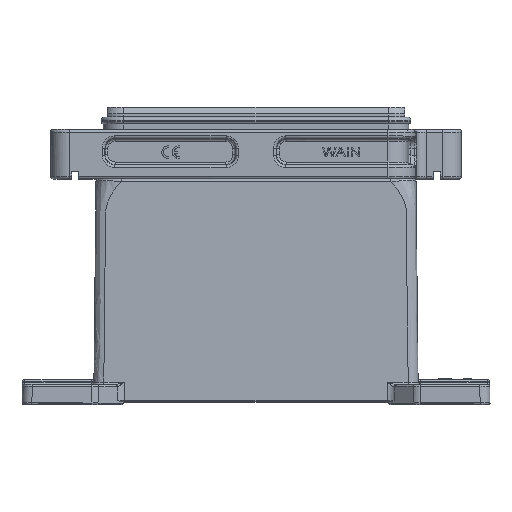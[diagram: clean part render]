
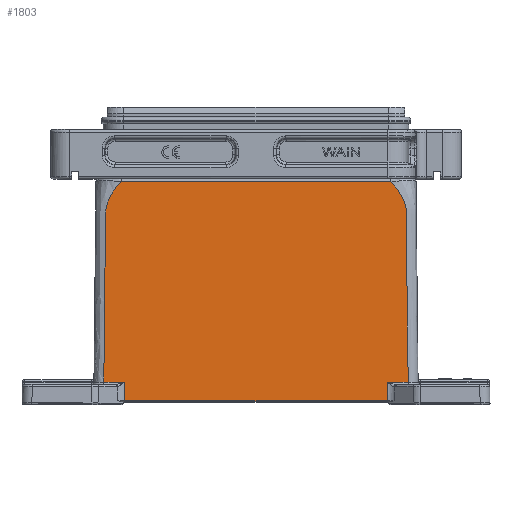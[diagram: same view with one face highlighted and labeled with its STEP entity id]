
A CAD part, top view. The second image highlights one B-rep face of the part: STEP entity #1803.
In plain terms, the highlighted planar face has unit normal (0, 0.011, 1).
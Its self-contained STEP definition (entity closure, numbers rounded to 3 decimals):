
#1028=PLANE('',#21354);
#1803=ADVANCED_FACE('NONE',(#3180),#1028,.T.);
#3180=FACE_OUTER_BOUND('',#4397,.T.);
#4397=EDGE_LOOP('',(#7882,#7883,#7884,#7885,#7886,#7887,#7888,#7889));
#5664=B_SPLINE_CURVE_WITH_KNOTS('',3,(#31986,#31987,#31988,#31989,#31990,
#31991,#31992,#31993,#31994,#31995,#31996,#31997,#31998,#31999,#32000,#32001,
#32002,#32003,#32004,#32005,#32006,#32007,#32008,#32009,#32010,#32011,#32012,
#32013,#32014,#32015,#32016,#32017,#32018,#32019,#32020,#32021,#32022,#32023,
#32024,#32025,#32026),.UNSPECIFIED.,.F.,.F.,(4,1,1,1,2,2,1,2,2,1,1,1,2,
2,1,1,1,1,1,2,2,1,1,1,1,1,2,2,4),(0.,0.062,0.094,
0.109,0.117,0.125,0.141,
0.148,0.156,0.172,0.18,
0.184,0.186,0.187,0.219,
0.234,0.242,0.246,0.248,
0.249,0.25,0.375,0.437,
0.469,0.484,0.492,0.496,
0.5,1.),.UNSPECIFIED.);
#5677=B_SPLINE_CURVE_WITH_KNOTS('',3,(#32286,#32287,#32288,#32289,#32290,
#32291,#32292,#32293,#32294,#32295,#32296,#32297,#32298,#32299,#32300,#32301,
#32302,#32303,#32304,#32305,#32306,#32307,#32308,#32309,#32310,#32311,#32312,
#32313,#32314,#32315,#32316,#32317,#32318,#32319,#32320,#32321,#32322,#32323,
#32324,#32325,#32326,#32327,#32328,#32329),.UNSPECIFIED.,.F.,.F.,(4,2,1,
1,1,1,1,1,2,2,1,1,1,1,1,2,2,2,2,2,2,2,2,1,2,2,2,4),(0.,0.5,
0.625,0.687,0.719,0.734,
0.742,0.746,0.748,0.75,0.781,
0.797,0.805,0.809,0.811,
0.812,0.812,0.816,0.82,
0.828,0.844,0.859,0.875,
0.906,0.922,0.937,0.969,
1.),.UNSPECIFIED.);
#7882=ORIENTED_EDGE('',*,*,#15593,.T.);
#7883=ORIENTED_EDGE('',*,*,#15571,.T.);
#7884=ORIENTED_EDGE('',*,*,#15572,.T.);
#7885=ORIENTED_EDGE('',*,*,#15659,.T.);
#7886=ORIENTED_EDGE('',*,*,#15660,.T.);
#7887=ORIENTED_EDGE('',*,*,#15661,.T.);
#7888=ORIENTED_EDGE('',*,*,#15662,.T.);
#7889=ORIENTED_EDGE('',*,*,#15663,.T.);
#13500=VERTEX_POINT('',#31229);
#13517=VERTEX_POINT('',#31611);
#13529=VERTEX_POINT('',#32027);
#13541=VERTEX_POINT('',#32330);
#13575=VERTEX_POINT('',#32687);
#13576=VERTEX_POINT('',#32689);
#13577=VERTEX_POINT('',#32691);
#13578=VERTEX_POINT('',#32693);
#15571=EDGE_CURVE('NONE',#13517,#13500,#18355,.T.);
#15572=EDGE_CURVE('NONE',#13500,#13529,#5664,.T.);
#15593=EDGE_CURVE('NONE',#13541,#13517,#5677,.T.);
#15659=EDGE_CURVE('NONE',#13529,#13575,#18382,.T.);
#15660=EDGE_CURVE('NONE',#13575,#13576,#18383,.T.);
#15661=EDGE_CURVE('NONE',#13576,#13577,#18384,.T.);
#15662=EDGE_CURVE('NONE',#13577,#13578,#18385,.T.);
#15663=EDGE_CURVE('NONE',#13578,#13541,#18386,.T.);
#18355=LINE('',#31984,#19821);
#18382=LINE('',#32686,#19848);
#18383=LINE('',#32688,#19849);
#18384=LINE('',#32690,#19850);
#18385=LINE('',#32692,#19851);
#18386=LINE('',#32694,#19852);
#19821=VECTOR('',#23363,1.);
#19848=VECTOR('',#23496,1.);
#19849=VECTOR('',#23497,1.);
#19850=VECTOR('',#23498,1.);
#19851=VECTOR('',#23499,1.);
#19852=VECTOR('',#23500,1.);
#21354=AXIS2_PLACEMENT_3D('',#32695,#23501,#23502);
#23363=DIRECTION('',(-1.,0.,0.));
#23496=DIRECTION('',(1.,0.,0.));
#23497=DIRECTION('',(0.014,-1.,0.01));
#23498=DIRECTION('',(1.,0.,0.));
#23499=DIRECTION('',(0.014,1.,-0.01));
#23500=DIRECTION('',(1.,0.,0.));
#23501=DIRECTION('',(0.,0.01,1.));
#23502=DIRECTION('',(0.,-1.,0.01));
#31229=CARTESIAN_POINT('',(-54.461,89.011,29.01));
#31611=CARTESIAN_POINT('',(54.46,89.01,29.01));
#31984=CARTESIAN_POINT('',(-68.294,89.01,29.01));
#31986=CARTESIAN_POINT('',(-54.461,89.011,29.01));
#31987=CARTESIAN_POINT('',(-55.827,87.57,29.025));
#31988=CARTESIAN_POINT('',(-57.542,85.408,29.048));
#31989=CARTESIAN_POINT('',(-58.958,82.883,29.075));
#31990=CARTESIAN_POINT('',(-59.52,81.619,29.088));
#31991=CARTESIAN_POINT('',(-59.73,81.078,29.093));
#31992=CARTESIAN_POINT('',(-59.862,80.717,29.097));
#31993=CARTESIAN_POINT('',(-59.916,80.564,29.099));
#31994=CARTESIAN_POINT('',(-60.122,79.938,29.105));
#31995=CARTESIAN_POINT('',(-60.3,79.31,29.112));
#31996=CARTESIAN_POINT('',(-60.437,78.681,29.119));
#31997=CARTESIAN_POINT('',(-60.519,78.262,29.123));
#31998=CARTESIAN_POINT('',(-60.562,78.012,29.126));
#31999=CARTESIAN_POINT('',(-60.639,77.502,29.131));
#32000=CARTESIAN_POINT('',(-60.698,76.925,29.137));
#32001=CARTESIAN_POINT('',(-60.737,76.133,29.145));
#32002=CARTESIAN_POINT('',(-60.749,75.707,29.15));
#32003=CARTESIAN_POINT('',(-60.752,75.519,29.152));
#32004=CARTESIAN_POINT('',(-60.754,75.391,29.153));
#32005=CARTESIAN_POINT('',(-60.755,75.272,29.154));
#32006=CARTESIAN_POINT('',(-60.757,75.104,29.156));
#32007=CARTESIAN_POINT('',(-60.765,74.338,29.164));
#32008=CARTESIAN_POINT('',(-60.783,72.521,29.183));
#32009=CARTESIAN_POINT('',(-60.795,71.381,29.195));
#32010=CARTESIAN_POINT('',(-60.802,70.754,29.202));
#32011=CARTESIAN_POINT('',(-60.805,70.425,29.205));
#32012=CARTESIAN_POINT('',(-60.807,70.281,29.206));
#32013=CARTESIAN_POINT('',(-60.808,70.185,29.208));
#32014=CARTESIAN_POINT('',(-60.809,70.088,29.209));
#32015=CARTESIAN_POINT('',(-60.81,69.948,29.21));
#32016=CARTESIAN_POINT('',(-60.838,67.256,29.238));
#32017=CARTESIAN_POINT('',(-60.917,59.77,29.317));
#32018=CARTESIAN_POINT('',(-60.967,54.941,29.367));
#32019=CARTESIAN_POINT('',(-60.995,52.255,29.395));
#32020=CARTESIAN_POINT('',(-61.01,50.844,29.41));
#32021=CARTESIAN_POINT('',(-61.017,50.225,29.417));
#32022=CARTESIAN_POINT('',(-61.021,49.809,29.421));
#32023=CARTESIAN_POINT('',(-61.024,49.563,29.423));
#32024=CARTESIAN_POINT('',(-61.26,26.993,29.66));
#32025=CARTESIAN_POINT('',(-61.405,13.193,29.804));
#32026=CARTESIAN_POINT('',(-61.459,7.99,29.859));
#32027=CARTESIAN_POINT('',(-61.459,7.99,29.859));
#32286=CARTESIAN_POINT('',(61.459,7.99,29.859));
#32287=CARTESIAN_POINT('',(61.314,21.789,29.714));
#32288=CARTESIAN_POINT('',(61.17,35.589,29.57));
#32289=CARTESIAN_POINT('',(60.989,52.838,29.389));
#32290=CARTESIAN_POINT('',(60.935,58.013,29.335));
#32291=CARTESIAN_POINT('',(60.872,64.05,29.272));
#32292=CARTESIAN_POINT('',(60.84,67.069,29.24));
#32293=CARTESIAN_POINT('',(60.825,68.578,29.224));
#32294=CARTESIAN_POINT('',(60.817,69.333,29.216));
#32295=CARTESIAN_POINT('',(60.813,69.71,29.212));
#32296=CARTESIAN_POINT('',(60.811,69.872,29.211));
#32297=CARTESIAN_POINT('',(60.81,69.98,29.21));
#32298=CARTESIAN_POINT('',(60.81,69.993,29.21));
#32299=CARTESIAN_POINT('',(60.793,71.601,29.193));
#32300=CARTESIAN_POINT('',(60.774,73.383,29.174));
#32301=CARTESIAN_POINT('',(60.762,74.608,29.161));
#32302=CARTESIAN_POINT('',(60.758,75.006,29.157));
#32303=CARTESIAN_POINT('',(60.757,75.152,29.155));
#32304=CARTESIAN_POINT('',(60.756,75.211,29.155));
#32305=CARTESIAN_POINT('',(60.756,75.234,29.155));
#32306=CARTESIAN_POINT('',(60.756,75.249,29.154));
#32307=CARTESIAN_POINT('',(60.756,75.224,29.155));
#32308=CARTESIAN_POINT('',(60.754,75.414,29.153));
#32309=CARTESIAN_POINT('',(60.753,75.544,29.151));
#32310=CARTESIAN_POINT('',(60.75,75.76,29.149));
#32311=CARTESIAN_POINT('',(60.75,75.791,29.149));
#32312=CARTESIAN_POINT('',(60.743,76.144,29.145));
#32313=CARTESIAN_POINT('',(60.736,76.342,29.143));
#32314=CARTESIAN_POINT('',(60.698,76.981,29.136));
#32315=CARTESIAN_POINT('',(60.651,77.422,29.132));
#32316=CARTESIAN_POINT('',(60.524,78.261,29.123));
#32317=CARTESIAN_POINT('',(60.442,78.68,29.119));
#32318=CARTESIAN_POINT('',(60.241,79.518,29.11));
#32319=CARTESIAN_POINT('',(60.111,79.969,29.105));
#32320=CARTESIAN_POINT('',(59.731,81.127,29.093));
#32321=CARTESIAN_POINT('',(59.255,82.285,29.081));
#32322=CARTESIAN_POINT('',(58.636,83.441,29.069));
#32323=CARTESIAN_POINT('',(58.191,84.212,29.061));
#32324=CARTESIAN_POINT('',(57.929,84.635,29.056));
#32325=CARTESIAN_POINT('',(57.241,85.678,29.045));
#32326=CARTESIAN_POINT('',(56.708,86.401,29.038));
#32327=CARTESIAN_POINT('',(55.629,87.734,29.024));
#32328=CARTESIAN_POINT('',(55.059,88.382,29.017));
#32329=CARTESIAN_POINT('',(54.46,89.01,29.01));
#32330=CARTESIAN_POINT('',(61.459,7.99,29.859));
#32686=CARTESIAN_POINT('',(-68.294,7.99,29.859));
#32687=CARTESIAN_POINT('',(-53.024,7.99,29.859));
#32688=CARTESIAN_POINT('',(-53.024,7.99,29.859));
#32689=CARTESIAN_POINT('',(-52.917,0.505,29.937));
#32690=CARTESIAN_POINT('',(-68.294,0.505,29.937));
#32691=CARTESIAN_POINT('',(52.917,0.505,29.937));
#32692=CARTESIAN_POINT('',(52.917,0.505,29.937));
#32693=CARTESIAN_POINT('',(53.024,7.99,29.859));
#32694=CARTESIAN_POINT('',(-68.294,7.99,29.859));
#32695=CARTESIAN_POINT('',(-68.294,90.,29.));
